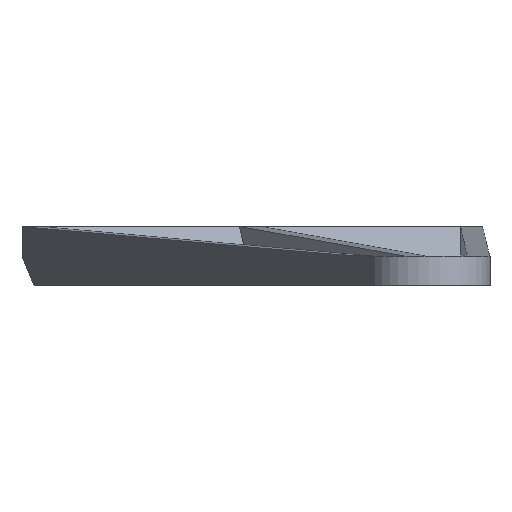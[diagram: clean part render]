
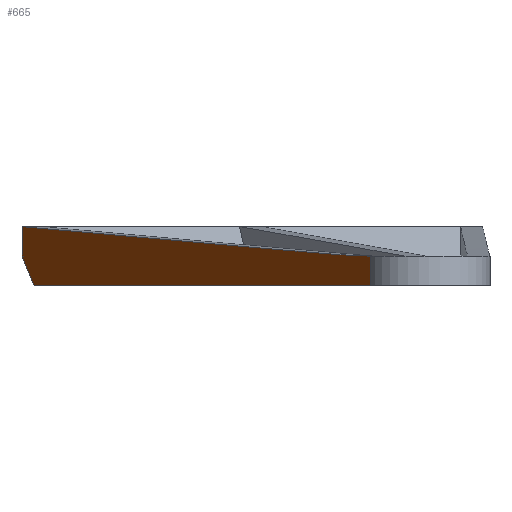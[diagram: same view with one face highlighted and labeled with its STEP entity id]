
A CAD part, front view. The second image highlights one B-rep face of the part: STEP entity #665.
In plain terms, the highlighted planar face has unit normal (-0.925, -0.381, 0).
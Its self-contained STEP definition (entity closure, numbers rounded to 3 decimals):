
#58=(
BOUNDED_CURVE()
B_SPLINE_CURVE(2,(#1022,#1023,#1024,#1025,#1026,#1027),.UNSPECIFIED.,.F.,
 .F.)
B_SPLINE_CURVE_WITH_KNOTS((3,1,1,1,3),(0.003,1.883,
5.122,12.26,12.522),.UNSPECIFIED.)
CURVE()
GEOMETRIC_REPRESENTATION_ITEM()
RATIONAL_B_SPLINE_CURVE((1.003,2.036,4.425,
7.794,7.879,7.879))
REPRESENTATION_ITEM('')
);
#67=FACE_OUTER_BOUND('',#101,.T.);
#101=EDGE_LOOP('',(#469,#470,#471,#472,#473,#474));
#138=LINE('',#962,#207);
#160=LINE('',#1018,#229);
#161=LINE('',#1020,#230);
#162=LINE('',#1029,#231);
#163=LINE('',#1030,#232);
#207=VECTOR('',#773,10.);
#229=VECTOR('',#803,10.);
#230=VECTOR('',#804,10.);
#231=VECTOR('',#805,10.);
#232=VECTOR('',#806,10.);
#276=VERTEX_POINT('',#959);
#277=VERTEX_POINT('',#961);
#297=VERTEX_POINT('',#1017);
#298=VERTEX_POINT('',#1019);
#299=VERTEX_POINT('',#1021);
#300=VERTEX_POINT('',#1028);
#341=EDGE_CURVE('',#276,#277,#138,.T.);
#365=EDGE_CURVE('',#297,#276,#160,.T.);
#366=EDGE_CURVE('',#298,#297,#161,.T.);
#367=EDGE_CURVE('',#299,#298,#58,.T.);
#368=EDGE_CURVE('',#300,#299,#162,.T.);
#369=EDGE_CURVE('',#277,#300,#163,.T.);
#469=ORIENTED_EDGE('',*,*,#341,.F.);
#470=ORIENTED_EDGE('',*,*,#365,.F.);
#471=ORIENTED_EDGE('',*,*,#366,.F.);
#472=ORIENTED_EDGE('',*,*,#367,.F.);
#473=ORIENTED_EDGE('',*,*,#368,.F.);
#474=ORIENTED_EDGE('',*,*,#369,.F.);
#643=PLANE('',#713);
#665=ADVANCED_FACE('',(#67),#643,.T.);
#713=AXIS2_PLACEMENT_3D('',#1016,#801,#802);
#773=DIRECTION('',(-0.279,0.679,0.679));
#801=DIRECTION('center_axis',(-0.925,-0.381,0.));
#802=DIRECTION('ref_axis',(0.381,-0.925,0.));
#803=DIRECTION('',(-0.381,0.925,0.));
#804=DIRECTION('',(0.,0.,-1.));
#805=DIRECTION('',(0.381,-0.925,0.));
#806=DIRECTION('',(0.,0.,1.));
#959=CARTESIAN_POINT('',(-5.853,-11.5,-4.));
#961=CARTESIAN_POINT('',(-7.5,-7.5,0.));
#962=CARTESIAN_POINT('',(-5.627,-12.05,-4.55));
#1016=CARTESIAN_POINT('Origin',(-7.5,-7.5,0.));
#1017=CARTESIAN_POINT('',(40.14,-123.235,-4.));
#1018=CARTESIAN_POINT('',(-7.5,-7.5,-4.));
#1019=CARTESIAN_POINT('',(40.14,-123.235,0.));
#1020=CARTESIAN_POINT('',(40.14,-123.235,0.));
#1021=CARTESIAN_POINT('',(-7.33,-7.913,4.));
#1022=CARTESIAN_POINT('Ctrl Pts',(-7.33,-7.913,4.));
#1023=CARTESIAN_POINT('Ctrl Pts',(18.499,-70.663,1.675));
#1024=CARTESIAN_POINT('Ctrl Pts',(32.385,-104.396,0.456));
#1025=CARTESIAN_POINT('Ctrl Pts',(38.27,-118.693,0.006));
#1026=CARTESIAN_POINT('Ctrl Pts',(40.077,-123.082,0.));
#1027=CARTESIAN_POINT('Ctrl Pts',(40.14,-123.235,0.));
#1028=CARTESIAN_POINT('',(-7.5,-7.5,4.));
#1029=CARTESIAN_POINT('',(-7.5,-7.5,4.));
#1030=CARTESIAN_POINT('',(-7.5,-7.5,0.));
